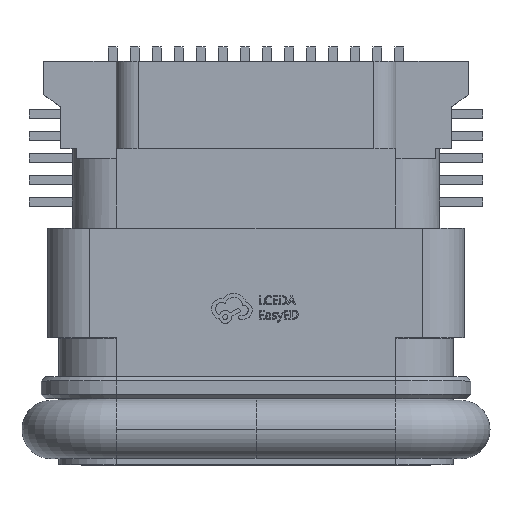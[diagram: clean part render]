
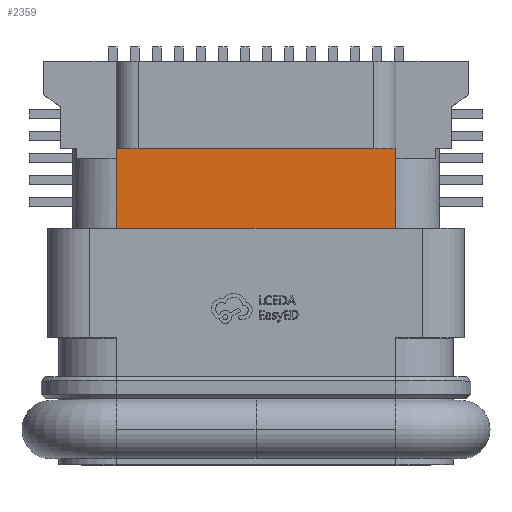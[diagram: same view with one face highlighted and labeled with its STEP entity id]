
A CAD part, top view. The second image highlights one B-rep face of the part: STEP entity #2359.
In plain terms, the highlighted planar face has unit normal (0, 0, 1).
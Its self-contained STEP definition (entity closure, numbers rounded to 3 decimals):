
#116 = ORIENTED_EDGE ( 'NONE', *, *, #4973, .T. ) ;
#120 = CARTESIAN_POINT ( 'NONE',  ( 3.17, 7.165, 2.85 ) ) ;
#1170 = DIRECTION ( 'NONE',  ( 0., 0., -1. ) ) ;
#1406 = VECTOR ( 'NONE', #5438, 1000. ) ;
#1873 = VERTEX_POINT ( 'NONE', #12619 ) ;
#2359 = ADVANCED_FACE ( 'NONE', ( #3245 ), #3669, .F. ) ;
#2406 = LINE ( 'NONE', #120, #40094 ) ;
#3245 = FACE_OUTER_BOUND ( 'NONE', #12728, .T. ) ;
#3669 = PLANE ( 'NONE',  #32019 ) ;
#4973 = EDGE_CURVE ( 'NONE', #1873, #15354, #18197, .T. ) ;
#5157 = EDGE_CURVE ( 'NONE', #1873, #22477, #35246, .T. ) ;
#5438 = DIRECTION ( 'NONE',  ( 0., -1., 0. ) ) ;
#7362 = CARTESIAN_POINT ( 'NONE',  ( -3.17, 7.165, 2.85 ) ) ;
#7514 = LINE ( 'NONE', #39114, #37442 ) ;
#8760 = ORIENTED_EDGE ( 'NONE', *, *, #17706, .T. ) ;
#8879 = CARTESIAN_POINT ( 'NONE',  ( -3.17, 7.165, 2.85 ) ) ;
#8962 = CARTESIAN_POINT ( 'NONE',  ( 3.17, 6.935, 2.85 ) ) ;
#9386 = DIRECTION ( 'NONE',  ( 0., -1., 0. ) ) ;
#11108 = CARTESIAN_POINT ( 'NONE',  ( -3.17, 6.935, 2.85 ) ) ;
#12619 = CARTESIAN_POINT ( 'NONE',  ( -3.17, 7.165, 2.85 ) ) ;
#12728 = EDGE_LOOP ( 'NONE', ( #8760, #31019, #18856, #23767, #116, #21084 ) ) ;
#14141 = DIRECTION ( 'NONE',  ( 1., 0., 0. ) ) ;
#14692 = CARTESIAN_POINT ( 'NONE',  ( -3.17, 7.165, 2.85 ) ) ;
#14789 = VERTEX_POINT ( 'NONE', #8962 ) ;
#14791 = VECTOR ( 'NONE', #30769, 1000. ) ;
#15105 = DIRECTION ( 'NONE',  ( 0., -1., 0. ) ) ;
#15315 = CARTESIAN_POINT ( 'NONE',  ( -3.17, 7.165, 2.85 ) ) ;
#15354 = VERTEX_POINT ( 'NONE', #11108 ) ;
#17706 = EDGE_CURVE ( 'NONE', #33950, #28244, #7514, .T. ) ;
#18197 = LINE ( 'NONE', #14692, #26588 ) ;
#18856 = ORIENTED_EDGE ( 'NONE', *, *, #39926, .F. ) ;
#19331 = CARTESIAN_POINT ( 'NONE',  ( 3.17, 7.165, 2.85 ) ) ;
#21084 = ORIENTED_EDGE ( 'NONE', *, *, #30873, .T. ) ;
#21878 = CARTESIAN_POINT ( 'NONE',  ( 3.17, 4.865, 2.85 ) ) ;
#22477 = VERTEX_POINT ( 'NONE', #19331 ) ;
#23767 = ORIENTED_EDGE ( 'NONE', *, *, #5157, .F. ) ;
#24503 = CARTESIAN_POINT ( 'NONE',  ( 3.17, 7.165, 2.85 ) ) ;
#24673 = LINE ( 'NONE', #8879, #14791 ) ;
#26588 = VECTOR ( 'NONE', #15105, 1000. ) ;
#27397 = EDGE_CURVE ( 'NONE', #14789, #28244, #36792, .T. ) ;
#28244 = VERTEX_POINT ( 'NONE', #21878 ) ;
#30769 = DIRECTION ( 'NONE',  ( 0., -1., 0. ) ) ;
#30873 = EDGE_CURVE ( 'NONE', #15354, #33950, #24673, .T. ) ;
#31019 = ORIENTED_EDGE ( 'NONE', *, *, #27397, .F. ) ;
#32019 = AXIS2_PLACEMENT_3D ( 'NONE', #7362, #1170, #32925 ) ;
#32604 = VECTOR ( 'NONE', #40668, 1000. ) ;
#32925 = DIRECTION ( 'NONE',  ( -1., 0., 0. ) ) ;
#33102 = CARTESIAN_POINT ( 'NONE',  ( -3.17, 4.865, 2.85 ) ) ;
#33950 = VERTEX_POINT ( 'NONE', #33102 ) ;
#35246 = LINE ( 'NONE', #15315, #32604 ) ;
#36792 = LINE ( 'NONE', #24503, #1406 ) ;
#37442 = VECTOR ( 'NONE', #14141, 1000. ) ;
#39114 = CARTESIAN_POINT ( 'NONE',  ( -3.17, 4.865, 2.85 ) ) ;
#39926 = EDGE_CURVE ( 'NONE', #22477, #14789, #2406, .T. ) ;
#40094 = VECTOR ( 'NONE', #9386, 1000. ) ;
#40668 = DIRECTION ( 'NONE',  ( 1., 0., 0. ) ) ;
